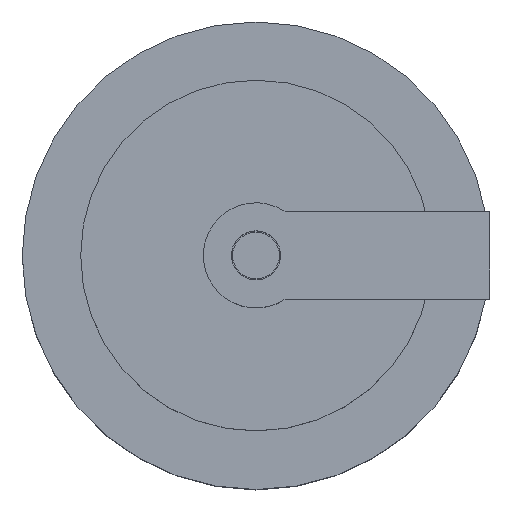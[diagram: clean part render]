
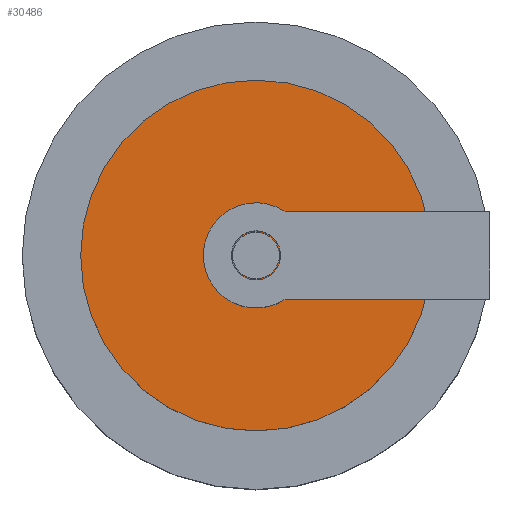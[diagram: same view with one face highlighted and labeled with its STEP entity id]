
A CAD part, top view. The second image highlights one B-rep face of the part: STEP entity #30486.
In plain terms, the highlighted planar face has unit normal (0, 0, 1).
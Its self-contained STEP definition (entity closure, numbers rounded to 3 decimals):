
#30113 = PLANE('',#30114);
#30114 = AXIS2_PLACEMENT_3D('',#30115,#30116,#30117);
#30115 = CARTESIAN_POINT('',(20.,-5.,-5.));
#30116 = DIRECTION('',(0.,1.,0.));
#30117 = DIRECTION('',(0.,0.,1.));
#30141 = PLANE('',#30142);
#30142 = AXIS2_PLACEMENT_3D('',#30143,#30144,#30145);
#30143 = CARTESIAN_POINT('',(30.,-5.,-5.));
#30144 = DIRECTION('',(1.,0.,0.));
#30145 = DIRECTION('',(0.,0.,1.));
#30169 = PLANE('',#30170);
#30170 = AXIS2_PLACEMENT_3D('',#30171,#30172,#30173);
#30171 = CARTESIAN_POINT('',(20.,5.,-5.));
#30172 = DIRECTION('',(0.,1.,0.));
#30173 = DIRECTION('',(0.,0.,1.));
#30196 = CYLINDRICAL_SURFACE('',#30197,30.);
#30197 = AXIS2_PLACEMENT_3D('',#30198,#30199,#30200);
#30198 = CARTESIAN_POINT('',(0.,0.,-5.));
#30199 = DIRECTION('',(0.,0.,1.));
#30200 = DIRECTION('',(1.,0.,0.));
#30227 = CYLINDRICAL_SURFACE('',#30228,4.);
#30228 = AXIS2_PLACEMENT_3D('',#30229,#30230,#30231);
#30229 = CARTESIAN_POINT('',(0.,0.,-5.));
#30230 = DIRECTION('',(0.,0.,1.));
#30231 = DIRECTION('',(1.,0.,0.));
#30243 = VERTEX_POINT('',#30244);
#30244 = CARTESIAN_POINT('',(30.,-5.,5.));
#30267 = VERTEX_POINT('',#30268);
#30268 = CARTESIAN_POINT('',(30.,5.,5.));
#30289 = EDGE_CURVE('',#30267,#30243,#30290,.T.);
#30290 = SURFACE_CURVE('',#30291,(#30295,#30302),.PCURVE_S1.);
#30291 = LINE('',#30292,#30293);
#30292 = CARTESIAN_POINT('',(30.,5.,5.));
#30293 = VECTOR('',#30294,1.);
#30294 = DIRECTION('',(0.,-1.,0.));
#30295 = PCURVE('',#30141,#30296);
#30296 = DEFINITIONAL_REPRESENTATION('',(#30297),#30301);
#30297 = LINE('',#30298,#30299);
#30298 = CARTESIAN_POINT('',(10.,-10.));
#30299 = VECTOR('',#30300,1.);
#30300 = DIRECTION('',(0.,1.));
#30301 = ( GEOMETRIC_REPRESENTATION_CONTEXT(2)
PARAMETRIC_REPRESENTATION_CONTEXT() REPRESENTATION_CONTEXT('2D SPACE',''
  ) );
#30302 = PCURVE('',#30303,#30308);
#30303 = PLANE('',#30304);
#30304 = AXIS2_PLACEMENT_3D('',#30305,#30306,#30307);
#30305 = CARTESIAN_POINT('',(20.,-5.,5.));
#30306 = DIRECTION('',(0.,0.,1.));
#30307 = DIRECTION('',(1.,0.,0.));
#30308 = DEFINITIONAL_REPRESENTATION('',(#30309),#30313);
#30309 = LINE('',#30310,#30311);
#30310 = CARTESIAN_POINT('',(10.,10.));
#30311 = VECTOR('',#30312,1.);
#30312 = DIRECTION('',(0.,-1.));
#30313 = ( GEOMETRIC_REPRESENTATION_CONTEXT(2)
PARAMETRIC_REPRESENTATION_CONTEXT() REPRESENTATION_CONTEXT('2D SPACE',''
  ) );
#30320 = VERTEX_POINT('',#30321);
#30321 = CARTESIAN_POINT('',(29.58,-5.,5.));
#30340 = EDGE_CURVE('',#30320,#30243,#30341,.T.);
#30341 = SURFACE_CURVE('',#30342,(#30346,#30353),.PCURVE_S1.);
#30342 = LINE('',#30343,#30344);
#30343 = CARTESIAN_POINT('',(20.,-5.,5.));
#30344 = VECTOR('',#30345,1.);
#30345 = DIRECTION('',(1.,0.,0.));
#30346 = PCURVE('',#30113,#30347);
#30347 = DEFINITIONAL_REPRESENTATION('',(#30348),#30352);
#30348 = LINE('',#30349,#30350);
#30349 = CARTESIAN_POINT('',(10.,0.));
#30350 = VECTOR('',#30351,1.);
#30351 = DIRECTION('',(0.,1.));
#30352 = ( GEOMETRIC_REPRESENTATION_CONTEXT(2)
PARAMETRIC_REPRESENTATION_CONTEXT() REPRESENTATION_CONTEXT('2D SPACE',''
  ) );
#30353 = PCURVE('',#30303,#30354);
#30354 = DEFINITIONAL_REPRESENTATION('',(#30355),#30359);
#30355 = LINE('',#30356,#30357);
#30356 = CARTESIAN_POINT('',(0.,0.));
#30357 = VECTOR('',#30358,1.);
#30358 = DIRECTION('',(1.,0.));
#30359 = ( GEOMETRIC_REPRESENTATION_CONTEXT(2)
PARAMETRIC_REPRESENTATION_CONTEXT() REPRESENTATION_CONTEXT('2D SPACE',''
  ) );
#30365 = EDGE_CURVE('',#30366,#30320,#30368,.T.);
#30366 = VERTEX_POINT('',#30367);
#30367 = CARTESIAN_POINT('',(29.58,5.,5.));
#30368 = SURFACE_CURVE('',#30369,(#30374,#30381),.PCURVE_S1.);
#30369 = CIRCLE('',#30370,30.);
#30370 = AXIS2_PLACEMENT_3D('',#30371,#30372,#30373);
#30371 = CARTESIAN_POINT('',(0.,0.,5.));
#30372 = DIRECTION('',(0.,0.,1.));
#30373 = DIRECTION('',(1.,0.,0.));
#30374 = PCURVE('',#30196,#30375);
#30375 = DEFINITIONAL_REPRESENTATION('',(#30376),#30380);
#30376 = LINE('',#30377,#30378);
#30377 = CARTESIAN_POINT('',(0.,10.));
#30378 = VECTOR('',#30379,1.);
#30379 = DIRECTION('',(1.,0.));
#30380 = ( GEOMETRIC_REPRESENTATION_CONTEXT(2)
PARAMETRIC_REPRESENTATION_CONTEXT() REPRESENTATION_CONTEXT('2D SPACE',''
  ) );
#30381 = PCURVE('',#30303,#30382);
#30382 = DEFINITIONAL_REPRESENTATION('',(#30383),#30387);
#30383 = CIRCLE('',#30384,30.);
#30384 = AXIS2_PLACEMENT_2D('',#30385,#30386);
#30385 = CARTESIAN_POINT('',(-20.,5.));
#30386 = DIRECTION('',(1.,0.));
#30387 = ( GEOMETRIC_REPRESENTATION_CONTEXT(2)
PARAMETRIC_REPRESENTATION_CONTEXT() REPRESENTATION_CONTEXT('2D SPACE',''
  ) );
#30413 = EDGE_CURVE('',#30414,#30414,#30416,.T.);
#30414 = VERTEX_POINT('',#30415);
#30415 = CARTESIAN_POINT('',(4.,0.,5.));
#30416 = SURFACE_CURVE('',#30417,(#30422,#30429),.PCURVE_S1.);
#30417 = CIRCLE('',#30418,4.);
#30418 = AXIS2_PLACEMENT_3D('',#30419,#30420,#30421);
#30419 = CARTESIAN_POINT('',(0.,0.,5.));
#30420 = DIRECTION('',(0.,0.,1.));
#30421 = DIRECTION('',(1.,0.,0.));
#30422 = PCURVE('',#30227,#30423);
#30423 = DEFINITIONAL_REPRESENTATION('',(#30424),#30428);
#30424 = LINE('',#30425,#30426);
#30425 = CARTESIAN_POINT('',(0.,10.));
#30426 = VECTOR('',#30427,1.);
#30427 = DIRECTION('',(1.,0.));
#30428 = ( GEOMETRIC_REPRESENTATION_CONTEXT(2)
PARAMETRIC_REPRESENTATION_CONTEXT() REPRESENTATION_CONTEXT('2D SPACE',''
  ) );
#30429 = PCURVE('',#30303,#30430);
#30430 = DEFINITIONAL_REPRESENTATION('',(#30431),#30435);
#30431 = CIRCLE('',#30432,4.);
#30432 = AXIS2_PLACEMENT_2D('',#30433,#30434);
#30433 = CARTESIAN_POINT('',(-20.,5.));
#30434 = DIRECTION('',(1.,0.));
#30435 = ( GEOMETRIC_REPRESENTATION_CONTEXT(2)
PARAMETRIC_REPRESENTATION_CONTEXT() REPRESENTATION_CONTEXT('2D SPACE',''
  ) );
#30465 = EDGE_CURVE('',#30366,#30267,#30466,.T.);
#30466 = SURFACE_CURVE('',#30467,(#30471,#30478),.PCURVE_S1.);
#30467 = LINE('',#30468,#30469);
#30468 = CARTESIAN_POINT('',(20.,5.,5.));
#30469 = VECTOR('',#30470,1.);
#30470 = DIRECTION('',(1.,0.,0.));
#30471 = PCURVE('',#30169,#30472);
#30472 = DEFINITIONAL_REPRESENTATION('',(#30473),#30477);
#30473 = LINE('',#30474,#30475);
#30474 = CARTESIAN_POINT('',(10.,0.));
#30475 = VECTOR('',#30476,1.);
#30476 = DIRECTION('',(0.,1.));
#30477 = ( GEOMETRIC_REPRESENTATION_CONTEXT(2)
PARAMETRIC_REPRESENTATION_CONTEXT() REPRESENTATION_CONTEXT('2D SPACE',''
  ) );
#30478 = PCURVE('',#30303,#30479);
#30479 = DEFINITIONAL_REPRESENTATION('',(#30480),#30484);
#30480 = LINE('',#30481,#30482);
#30481 = CARTESIAN_POINT('',(0.,10.));
#30482 = VECTOR('',#30483,1.);
#30483 = DIRECTION('',(1.,0.));
#30484 = ( GEOMETRIC_REPRESENTATION_CONTEXT(2)
PARAMETRIC_REPRESENTATION_CONTEXT() REPRESENTATION_CONTEXT('2D SPACE',''
  ) );
#30486 = ADVANCED_FACE('',(#30487,#30493),#30303,.T.);
#30487 = FACE_BOUND('',#30488,.T.);
#30488 = EDGE_LOOP('',(#30489,#30490,#30491,#30492));
#30489 = ORIENTED_EDGE('',*,*,#30289,.F.);
#30490 = ORIENTED_EDGE('',*,*,#30465,.F.);
#30491 = ORIENTED_EDGE('',*,*,#30365,.T.);
#30492 = ORIENTED_EDGE('',*,*,#30340,.T.);
#30493 = FACE_BOUND('',#30494,.T.);
#30494 = EDGE_LOOP('',(#30495));
#30495 = ORIENTED_EDGE('',*,*,#30413,.F.);
